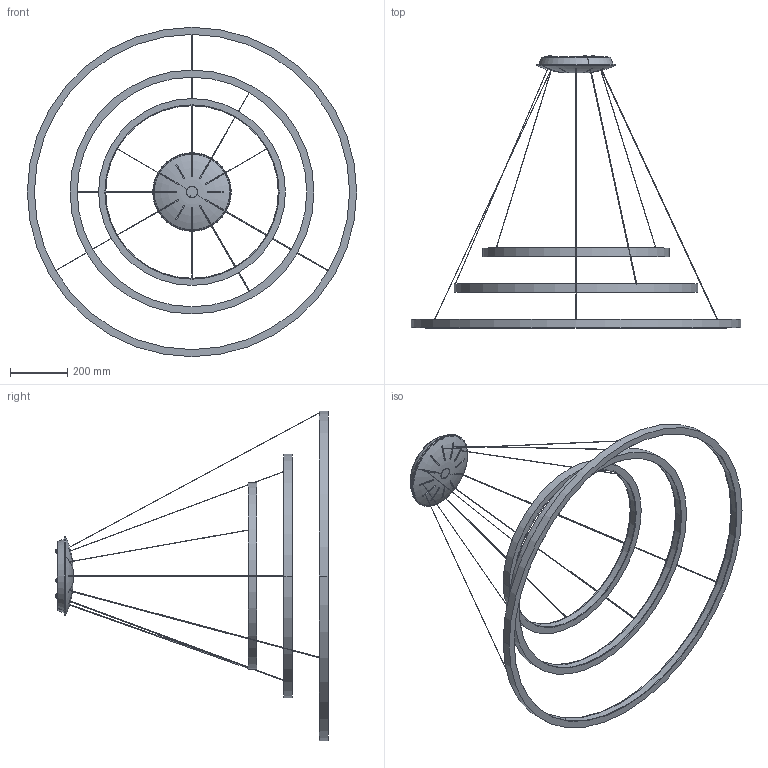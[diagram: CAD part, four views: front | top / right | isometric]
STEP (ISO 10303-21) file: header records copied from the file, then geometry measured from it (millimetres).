
FILE_DESCRIPTION (( 'STEP AP203' ), '1' );
FILE_NAME ('RS 10 00028._exported.step', '2025-02-09T09:08:57', ( '' ), ( '' ), 'SwSTEP 2.0', 'SolidWorks 2023', '' );
FILE_SCHEMA (( 'CONFIG_CONTROL_DESIGN' ));
Length unit declared in the file: millimetre
Products named in the file (1): RS 10 00028._exported
Bounding box: 1155 x 954 x 1155 mm (x, y, z)
Surface area: 1258339.7 mm2 (no closed solid volume)
Topology: 0 solids, 36 shells, 181 faces, 734 edges, 551 vertices
Faces by surface type: cylinder 81, plane 58, torus 29, cone 12, sphere 1
Entity records: 9682 total; most frequent: CARTESIAN_POINT 3507, DIRECTION 1332, ORIENTED_EDGE 1033, EDGE_CURVE 733, AXIS2_PLACEMENT_3D 552, VERTEX_POINT 551, CIRCLE 370, EDGE_LOOP 274
